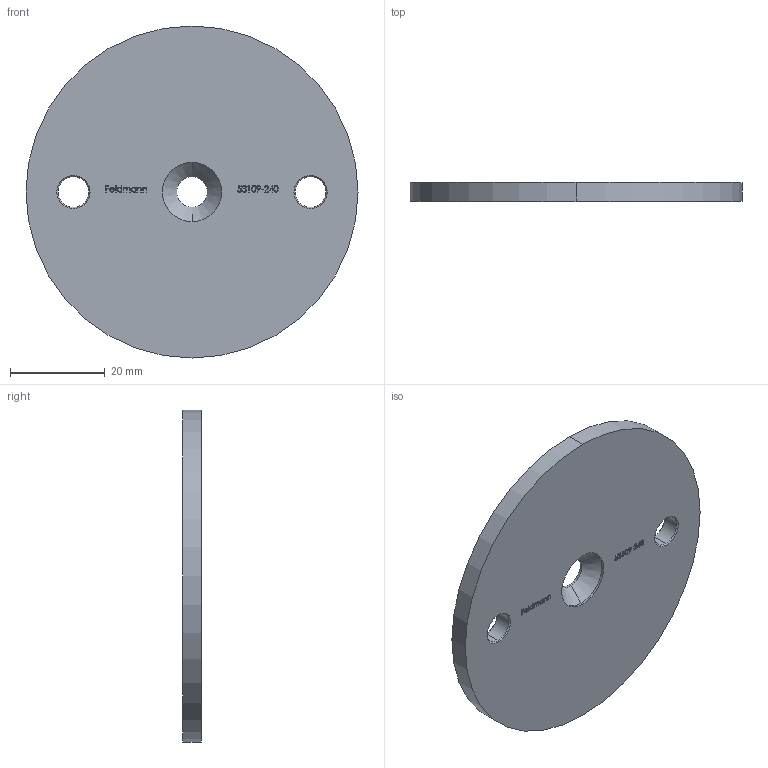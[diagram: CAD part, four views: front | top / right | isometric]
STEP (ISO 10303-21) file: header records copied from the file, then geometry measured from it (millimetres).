
FILE_DESCRIPTION (( 'STEP AP203' ), '1' );
FILE_NAME ('53109-240.step', '2017-08-11T12:50:28', ( '' ), ( '' ), 'SwSTEP 2.0', 'SolidWorks 2015', '' );
FILE_SCHEMA (( 'CONFIG_CONTROL_DESIGN' ));
Length unit declared in the file: millimetre
Products named in the file (1): 53109-240
Bounding box: 70 x 4 x 70 mm (x, y, z)
Volume: 14827.5 mm3; surface area: 8605.6 mm2
Topology: 1 solids, 1 shells, 244 faces, 642 edges, 424 vertices
Faces by surface type: plane 121, bspline 103, cylinder 10, cone 10
Entity records: 13233 total; most frequent: CARTESIAN_POINT 7798, ORIENTED_EDGE 1284, DIRECTION 748, EDGE_CURVE 642, VERTEX_POINT 424, LINE 408, VECTOR 408, EDGE_LOOP 274
